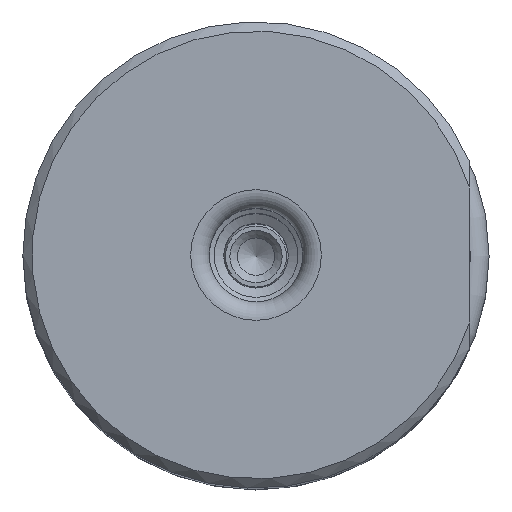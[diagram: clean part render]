
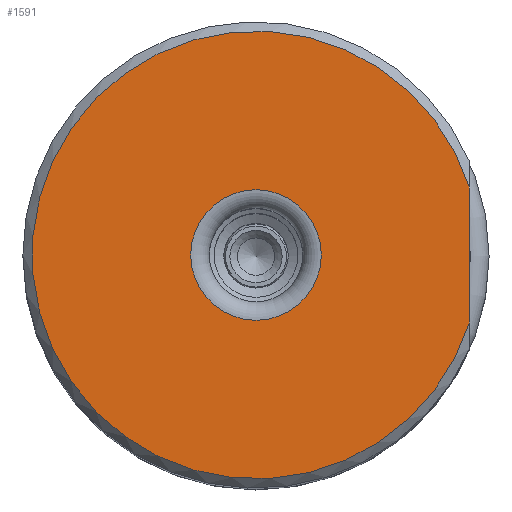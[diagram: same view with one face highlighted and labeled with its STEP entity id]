
A CAD part, top view. The second image highlights one B-rep face of the part: STEP entity #1591.
In plain terms, the highlighted planar face has unit normal (0, 0, 1).
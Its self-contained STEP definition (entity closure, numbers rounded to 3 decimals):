
#24=LINE('',#2355,#28);
#28=VECTOR('',#2066,1000.);
#49=PLANE('',#1753);
#224=ORIENTED_EDGE('',*,*,#348,.T.);
#225=ORIENTED_EDGE('',*,*,#349,.T.);
#226=ORIENTED_EDGE('',*,*,#343,.F.);
#343=EDGE_CURVE('',#438,#438,#526,.T.);
#348=EDGE_CURVE('',#443,#444,#24,.T.);
#349=EDGE_CURVE('',#444,#443,#531,.T.);
#438=VERTEX_POINT('',#2341);
#443=VERTEX_POINT('',#2356);
#444=VERTEX_POINT('',#2357);
#526=CIRCLE('',#1744,3.5);
#531=CIRCLE('',#1754,12.);
#676=EDGE_LOOP('',(#224,#225));
#677=EDGE_LOOP('',(#226));
#850=FACE_BOUND('',#676,.T.);
#851=FACE_BOUND('',#677,.T.);
#1591=ADVANCED_FACE('',(#850,#851),#49,.T.);
#1744=AXIS2_PLACEMENT_3D('',#2340,#2046,#2047);
#1753=AXIS2_PLACEMENT_3D('',#2354,#2064,#2065);
#1754=AXIS2_PLACEMENT_3D('',#2358,#2067,#2068);
#2046=DIRECTION('',(0.,0.,1.));
#2047=DIRECTION('',(1.,0.,0.));
#2064=DIRECTION('',(0.,0.,1.));
#2065=DIRECTION('',(1.,0.,0.));
#2066=DIRECTION('',(0.,1.,0.));
#2067=DIRECTION('',(0.,0.,1.));
#2068=DIRECTION('',(1.,0.,0.));
#2340=CARTESIAN_POINT('',(0.,0.,48.2));
#2341=CARTESIAN_POINT('',(3.5,0.,48.2));
#2354=CARTESIAN_POINT('',(2.5,0.,48.2));
#2355=CARTESIAN_POINT('',(11.45,-60.113,48.2));
#2356=CARTESIAN_POINT('',(11.45,-3.591,48.2));
#2357=CARTESIAN_POINT('',(11.45,3.591,48.2));
#2358=CARTESIAN_POINT('',(0.,0.,48.2));
